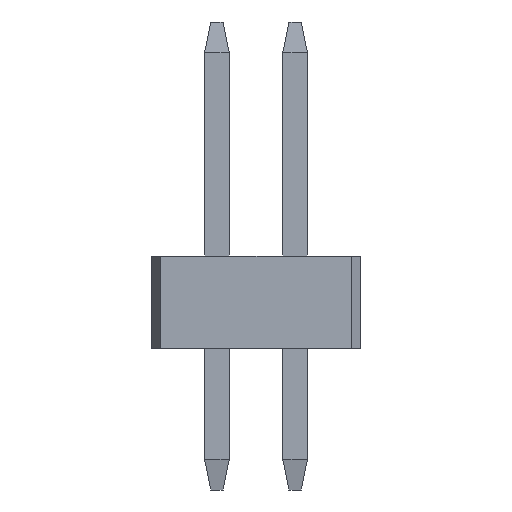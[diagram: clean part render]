
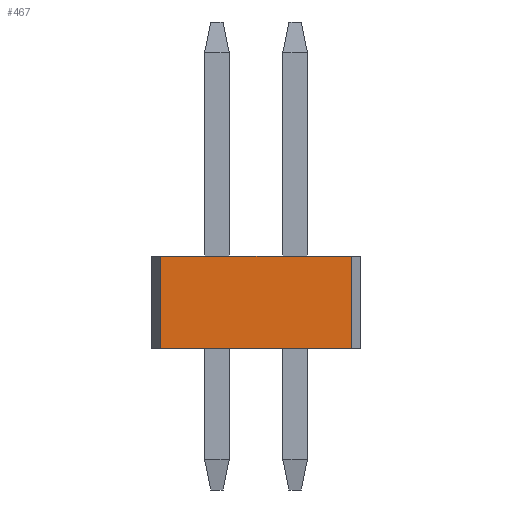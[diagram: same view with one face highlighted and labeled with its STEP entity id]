
A CAD part, left-side view. The second image highlights one B-rep face of the part: STEP entity #467.
In plain terms, the highlighted planar face has unit normal (-1, 0, 0).
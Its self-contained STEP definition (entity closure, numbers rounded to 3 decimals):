
#467=ADVANCED_FACE('',(#951),#7407,.T.);
#951=FACE_OUTER_BOUND('',#1455,.T.);
#1455=EDGE_LOOP('',(#2984,#2985,#2986,#2987));
#2984=ORIENTED_EDGE('',*,*,#4541,.F.);
#2985=ORIENTED_EDGE('',*,*,#4733,.F.);
#2986=ORIENTED_EDGE('',*,*,#4489,.F.);
#2987=ORIENTED_EDGE('',*,*,#4732,.F.);
#4489=EDGE_CURVE('',#6550,#6862,#5675,.T.);
#4541=EDGE_CURVE('',#6873,#6551,#5727,.T.);
#4732=EDGE_CURVE('',#6551,#6550,#5918,.T.);
#4733=EDGE_CURVE('',#6862,#6873,#5919,.T.);
#5675=B_SPLINE_CURVE_WITH_KNOTS('',1,(#10052,#10053),.UNSPECIFIED.,.F.,
 .F.,(2,2),(0.,1.),.UNSPECIFIED.);
#5727=B_SPLINE_CURVE_WITH_KNOTS('',1,(#10156,#10157),.UNSPECIFIED.,.F.,
 .F.,(2,2),(-1.,0.),.UNSPECIFIED.);
#5918=B_SPLINE_CURVE_WITH_KNOTS('',1,(#10538,#10539),.UNSPECIFIED.,.F.,
 .F.,(2,2),(0.044,0.956),.UNSPECIFIED.);
#5919=B_SPLINE_CURVE_WITH_KNOTS('',1,(#10540,#10541),.UNSPECIFIED.,.F.,
 .F.,(2,2),(-14.25,-11.15),.UNSPECIFIED.);
#6550=VERTEX_POINT('',#8956);
#6551=VERTEX_POINT('',#8957);
#6862=VERTEX_POINT('',#9268);
#6873=VERTEX_POINT('',#9279);
#7407=PLANE('',#7911);
#7911=AXIS2_PLACEMENT_3D('',#8885,#8398,$);
#8398=DIRECTION('',(-1.,0.,0.));
#8885=CARTESIAN_POINT('',(-6.35,-6.985,-3.165));
#8956=CARTESIAN_POINT('',(-6.35,1.55,0.01));
#8957=CARTESIAN_POINT('',(-6.35,-1.55,0.01));
#9268=CARTESIAN_POINT('',(-6.35,1.55,1.51));
#9279=CARTESIAN_POINT('',(-6.35,-1.55,1.51));
#10052=CARTESIAN_POINT('',(-6.35,1.55,0.01));
#10053=CARTESIAN_POINT('',(-6.35,1.55,1.51));
#10156=CARTESIAN_POINT('',(-6.35,-1.55,1.51));
#10157=CARTESIAN_POINT('',(-6.35,-1.55,0.01));
#10538=CARTESIAN_POINT('',(-6.35,-1.55,0.01));
#10539=CARTESIAN_POINT('',(-6.35,1.55,0.01));
#10540=CARTESIAN_POINT('',(-6.35,1.55,1.51));
#10541=CARTESIAN_POINT('',(-6.35,-1.55,1.51));
